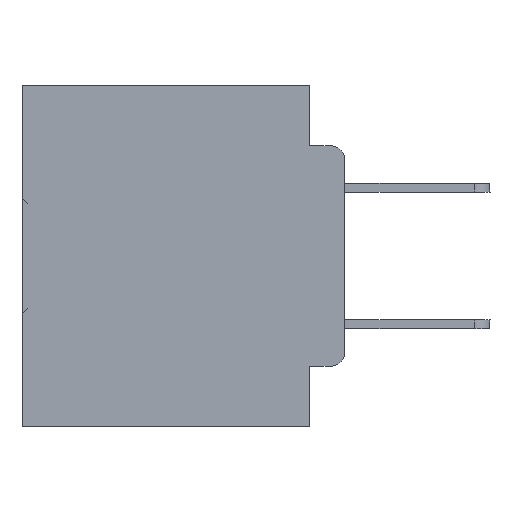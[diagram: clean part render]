
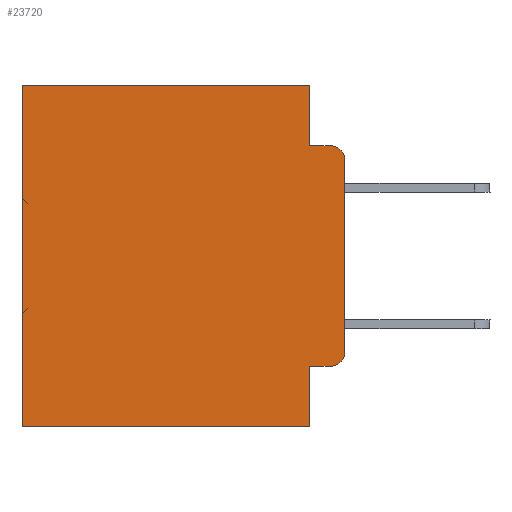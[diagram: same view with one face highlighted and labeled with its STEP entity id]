
A CAD part, left-side view. The second image highlights one B-rep face of the part: STEP entity #23720.
In plain terms, the highlighted planar face has unit normal (-1, 0, 0).
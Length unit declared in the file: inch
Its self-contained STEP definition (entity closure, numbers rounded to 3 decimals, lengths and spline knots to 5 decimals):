
#679 = VERTEX_POINT ( 'NONE', #6089 ) ;
#2156 = DIRECTION ( 'NONE',  ( 0., 0., -1. ) ) ;
#2356 = DIRECTION ( 'NONE',  ( -1., 0., 0. ) ) ;
#2506 = DIRECTION ( 'NONE',  ( 0., -1., 0. ) ) ;
#2517 = CIRCLE ( 'NONE', #20579, 0.02 ) ;
#2758 = CARTESIAN_POINT ( 'NONE',  ( 0.298, 0., 0. ) ) ;
#3308 = EDGE_CURVE ( 'NONE', #26861, #14778, #24616, .T. ) ;
#3568 = CARTESIAN_POINT ( 'NONE',  ( 0.298, 0.051, -0.4115 ) ) ;
#3644 = VECTOR ( 'NONE', #2506, 39.37008 ) ;
#3923 = EDGE_CURVE ( 'NONE', #679, #28546, #20017, .T. ) ;
#4042 = LINE ( 'NONE', #24151, #31052 ) ;
#4462 = AXIS2_PLACEMENT_3D ( 'NONE', #2758, #9024, #38501 ) ;
#5105 = VECTOR ( 'NONE', #14594, 39.37008 ) ;
#6089 = CARTESIAN_POINT ( 'NONE',  ( 0.298, 0.051, 0. ) ) ;
#6185 = CARTESIAN_POINT ( 'NONE',  ( 0.298, 0., 0. ) ) ;
#6542 = EDGE_CURVE ( 'NONE', #679, #24476, #14763, .T. ) ;
#6765 = CARTESIAN_POINT ( 'NONE',  ( 0.298, 0.02, -0.0885 ) ) ;
#8732 = VERTEX_POINT ( 'NONE', #36333 ) ;
#8960 = CIRCLE ( 'NONE', #28294, 0.02 ) ;
#9024 = DIRECTION ( 'NONE',  ( 1., 0., 0. ) ) ;
#9817 = DIRECTION ( 'NONE',  ( 0., 0., -1. ) ) ;
#9888 = LINE ( 'NONE', #18463, #20654 ) ;
#10891 = EDGE_CURVE ( 'NONE', #33145, #8732, #34048, .T. ) ;
#11689 = CARTESIAN_POINT ( 'NONE',  ( 0.298, 0., -0.1085 ) ) ;
#12073 = CARTESIAN_POINT ( 'NONE',  ( 0.298, 0.051, -0.0885 ) ) ;
#12993 = VECTOR ( 'NONE', #21176, 39.37008 ) ;
#13922 = ORIENTED_EDGE ( 'NONE', *, *, #25295, .T. ) ;
#14090 = EDGE_CURVE ( 'NONE', #33145, #16128, #8960, .T. ) ;
#14431 = LINE ( 'NONE', #12073, #3644 ) ;
#14594 = DIRECTION ( 'NONE',  ( 0., 0., -1. ) ) ;
#14634 = EDGE_LOOP ( 'NONE', ( #17794, #29743, #37025, #20859, #30625, #25495, #16031, #25352, #13922, #28458 ) ) ;
#14688 = FACE_OUTER_BOUND ( 'NONE', #14634, .T. ) ;
#14763 = LINE ( 'NONE', #20416, #12993 ) ;
#14778 = VERTEX_POINT ( 'NONE', #28780 ) ;
#15015 = DIRECTION ( 'NONE',  ( 0., 0., -1. ) ) ;
#16031 = ORIENTED_EDGE ( 'NONE', *, *, #37685, .F. ) ;
#16128 = VERTEX_POINT ( 'NONE', #6765 ) ;
#17581 = CARTESIAN_POINT ( 'NONE',  ( 0.298, 0.051, -0.4115 ) ) ;
#17794 = ORIENTED_EDGE ( 'NONE', *, *, #10891, .F. ) ;
#18312 = CARTESIAN_POINT ( 'NONE',  ( 0.298, 0.02, -0.1085 ) ) ;
#18445 = VERTEX_POINT ( 'NONE', #29558 ) ;
#18463 = CARTESIAN_POINT ( 'NONE',  ( 0.298, 0., -0.5 ) ) ;
#18750 = CARTESIAN_POINT ( 'NONE',  ( 0.298, 0.051, -0.0885 ) ) ;
#18909 = VECTOR ( 'NONE', #32053, 39.37008 ) ;
#20017 = LINE ( 'NONE', #27362, #33007 ) ;
#20416 = CARTESIAN_POINT ( 'NONE',  ( 0.298, 0., 0. ) ) ;
#20525 = EDGE_CURVE ( 'NONE', #18445, #8732, #2517, .T. ) ;
#20579 = AXIS2_PLACEMENT_3D ( 'NONE', #32233, #2356, #2156 ) ;
#20654 = VECTOR ( 'NONE', #24507, 39.37008 ) ;
#20859 = ORIENTED_EDGE ( 'NONE', *, *, #3923, .F. ) ;
#21115 = DIRECTION ( 'NONE',  ( 0., 0., -1. ) ) ;
#21176 = DIRECTION ( 'NONE',  ( 0., 1., 0. ) ) ;
#23720 = ADVANCED_FACE ( 'NONE', ( #14688 ), #26383, .F. ) ;
#23855 = VERTEX_POINT ( 'NONE', #33796 ) ;
#24151 = CARTESIAN_POINT ( 'NONE',  ( 0.298, 0.473, 0. ) ) ;
#24476 = VERTEX_POINT ( 'NONE', #27688 ) ;
#24507 = DIRECTION ( 'NONE',  ( 0., 1., 0. ) ) ;
#24616 = LINE ( 'NONE', #36556, #31346 ) ;
#25295 = EDGE_CURVE ( 'NONE', #26861, #18445, #31855, .T. ) ;
#25352 = ORIENTED_EDGE ( 'NONE', *, *, #3308, .F. ) ;
#25495 = ORIENTED_EDGE ( 'NONE', *, *, #31988, .T. ) ;
#26383 = PLANE ( 'NONE',  #4462 ) ;
#26861 = VERTEX_POINT ( 'NONE', #3568 ) ;
#27362 = CARTESIAN_POINT ( 'NONE',  ( 0.298, 0.051, 0. ) ) ;
#27688 = CARTESIAN_POINT ( 'NONE',  ( 0.298, 0.473, 0. ) ) ;
#28294 = AXIS2_PLACEMENT_3D ( 'NONE', #18312, #30229, #15015 ) ;
#28458 = ORIENTED_EDGE ( 'NONE', *, *, #20525, .T. ) ;
#28546 = VERTEX_POINT ( 'NONE', #18750 ) ;
#28780 = CARTESIAN_POINT ( 'NONE',  ( 0.298, 0.051, -0.5 ) ) ;
#29558 = CARTESIAN_POINT ( 'NONE',  ( 0.298, 0.02, -0.4115 ) ) ;
#29743 = ORIENTED_EDGE ( 'NONE', *, *, #14090, .T. ) ;
#30229 = DIRECTION ( 'NONE',  ( -1., 0., 0. ) ) ;
#30625 = ORIENTED_EDGE ( 'NONE', *, *, #6542, .T. ) ;
#31052 = VECTOR ( 'NONE', #33154, 39.37008 ) ;
#31346 = VECTOR ( 'NONE', #9817, 39.37008 ) ;
#31855 = LINE ( 'NONE', #17581, #18909 ) ;
#31988 = EDGE_CURVE ( 'NONE', #24476, #23855, #4042, .T. ) ;
#32053 = DIRECTION ( 'NONE',  ( 0., -1., 0. ) ) ;
#32233 = CARTESIAN_POINT ( 'NONE',  ( 0.298, 0.02, -0.3915 ) ) ;
#33007 = VECTOR ( 'NONE', #21115, 39.37008 ) ;
#33115 = EDGE_CURVE ( 'NONE', #28546, #16128, #14431, .T. ) ;
#33145 = VERTEX_POINT ( 'NONE', #11689 ) ;
#33154 = DIRECTION ( 'NONE',  ( 0., 0., -1. ) ) ;
#33796 = CARTESIAN_POINT ( 'NONE',  ( 0.298, 0.473, -0.5 ) ) ;
#34048 = LINE ( 'NONE', #6185, #5105 ) ;
#36333 = CARTESIAN_POINT ( 'NONE',  ( 0.298, 0., -0.3915 ) ) ;
#36556 = CARTESIAN_POINT ( 'NONE',  ( 0.298, 0.051, 0. ) ) ;
#37025 = ORIENTED_EDGE ( 'NONE', *, *, #33115, .F. ) ;
#37685 = EDGE_CURVE ( 'NONE', #14778, #23855, #9888, .T. ) ;
#38501 = DIRECTION ( 'NONE',  ( 0., 0., -1. ) ) ;
